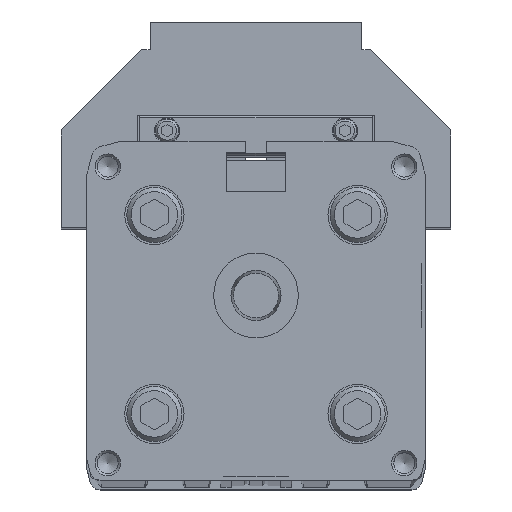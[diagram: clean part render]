
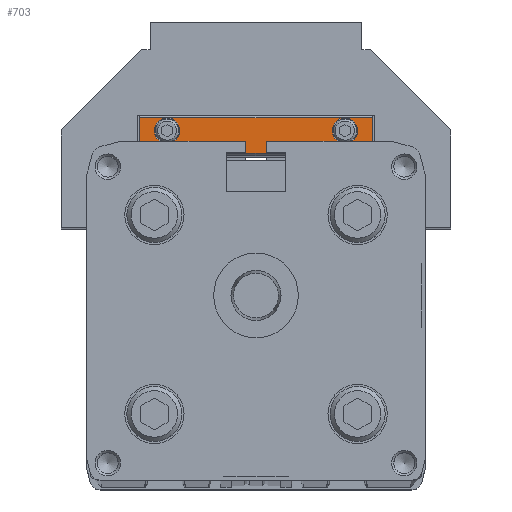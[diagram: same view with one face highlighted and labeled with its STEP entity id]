
A CAD part, top view. The second image highlights one B-rep face of the part: STEP entity #703.
In plain terms, the highlighted planar face has unit normal (0, 0, 1).
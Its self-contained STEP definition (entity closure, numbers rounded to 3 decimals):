
#703 = ADVANCED_FACE( '', ( #2009, #2010, #2011 ), #2012, .F. );
#2009 = FACE_BOUND( '', #3492, .T. );
#2010 = FACE_BOUND( '', #3493, .T. );
#2011 = FACE_OUTER_BOUND( '', #3494, .T. );
#2012 = PLANE( '', #3495 );
#3492 = EDGE_LOOP( '', ( #8120 ) );
#3493 = EDGE_LOOP( '', ( #8121 ) );
#3494 = EDGE_LOOP( '', ( #8122, #8123, #8124, #8125 ) );
#3495 = AXIS2_PLACEMENT_3D( '', #8126, #8127, #8128 );
#8120 = ORIENTED_EDGE( '', *, *, #10313, .F. );
#8121 = ORIENTED_EDGE( '', *, *, #10295, .F. );
#8122 = ORIENTED_EDGE( '', *, *, #10308, .T. );
#8123 = ORIENTED_EDGE( '', *, *, #10312, .F. );
#8124 = ORIENTED_EDGE( '', *, *, #10303, .F. );
#8125 = ORIENTED_EDGE( '', *, *, #10314, .T. );
#8126 = CARTESIAN_POINT( '', ( 27.5, 26., 93.5 ) );
#8127 = DIRECTION( '', ( 0., 0., -1. ) );
#8128 = DIRECTION( '', ( -1., 0., 0. ) );
#10295 = EDGE_CURVE( '', #12833, #12833, #12834, .T. );
#10303 = EDGE_CURVE( '', #12848, #12850, #12851, .T. );
#10308 = EDGE_CURVE( '', #12860, #12858, #12861, .T. );
#10312 = EDGE_CURVE( '', #12850, #12858, #12866, .T. );
#10313 = EDGE_CURVE( '', #12867, #12867, #12868, .T. );
#10314 = EDGE_CURVE( '', #12848, #12860, #12869, .T. );
#12833 = VERTEX_POINT( '', #16466 );
#12834 = CIRCLE( '', #16467, 3. );
#12848 = VERTEX_POINT( '', #16484 );
#12850 = VERTEX_POINT( '', #16487 );
#12851 = LINE( '', #16488, #16489 );
#12858 = VERTEX_POINT( '', #16499 );
#12860 = VERTEX_POINT( '', #16502 );
#12861 = LINE( '', #16503, #16504 );
#12866 = LINE( '', #16512, #16513 );
#12867 = VERTEX_POINT( '', #16514 );
#12868 = CIRCLE( '', #16515, 3. );
#12869 = LINE( '', #16516, #16517 );
#16466 = CARTESIAN_POINT( '', ( 24., 22.9, 93.5 ) );
#16467 = AXIS2_PLACEMENT_3D( '', #19237, #19238, #19239 );
#16484 = CARTESIAN_POINT( '', ( 27.5, 26., 93.5 ) );
#16487 = CARTESIAN_POINT( '', ( 27.5, 17.5, 93.5 ) );
#16488 = CARTESIAN_POINT( '', ( 27.5, 26., 93.5 ) );
#16489 = VECTOR( '', #19253, 1000. );
#16499 = CARTESIAN_POINT( '', ( -27.5, 17.5, 93.5 ) );
#16502 = CARTESIAN_POINT( '', ( -27.5, 26., 93.5 ) );
#16503 = CARTESIAN_POINT( '', ( -27.5, 26., 93.5 ) );
#16504 = VECTOR( '', #19258, 1000. );
#16512 = CARTESIAN_POINT( '', ( 27.5, 17.5, 93.5 ) );
#16513 = VECTOR( '', #19262, 1000. );
#16514 = CARTESIAN_POINT( '', ( -18., 22.9, 93.5 ) );
#16515 = AXIS2_PLACEMENT_3D( '', #19263, #19264, #19265 );
#16516 = CARTESIAN_POINT( '', ( 27.5, 26., 93.5 ) );
#16517 = VECTOR( '', #19266, 1000. );
#19237 = CARTESIAN_POINT( '', ( 21., 22.9, 93.5 ) );
#19238 = DIRECTION( '', ( 0., 0., 1. ) );
#19239 = DIRECTION( '', ( 1., 0., 0. ) );
#19253 = DIRECTION( '', ( 0., -1., 0. ) );
#19258 = DIRECTION( '', ( 0., -1., 0. ) );
#19262 = DIRECTION( '', ( -1., 0., 0. ) );
#19263 = CARTESIAN_POINT( '', ( -21., 22.9, 93.5 ) );
#19264 = DIRECTION( '', ( 0., 0., 1. ) );
#19265 = DIRECTION( '', ( 1., 0., 0. ) );
#19266 = DIRECTION( '', ( -1., 0., 0. ) );
